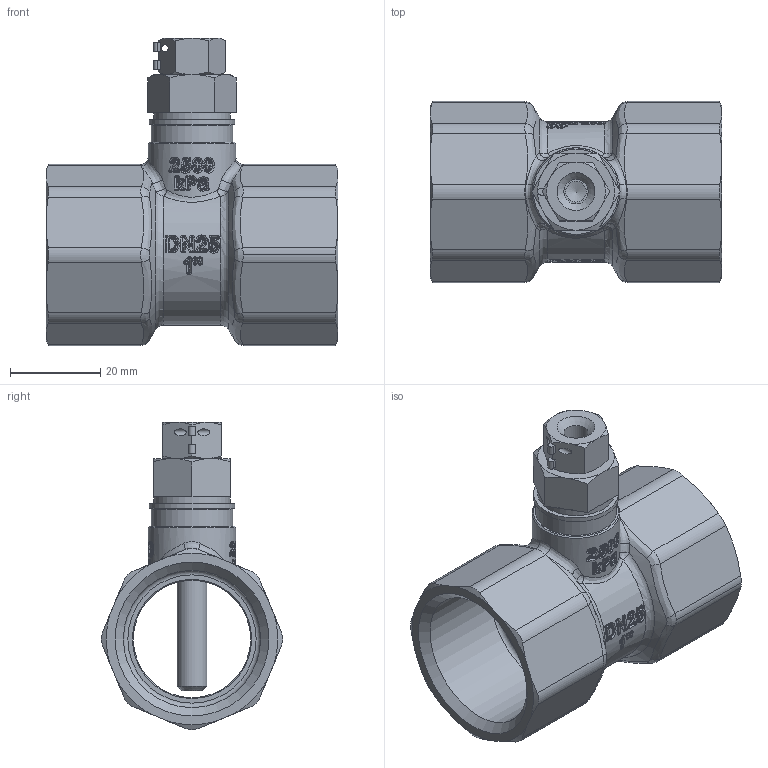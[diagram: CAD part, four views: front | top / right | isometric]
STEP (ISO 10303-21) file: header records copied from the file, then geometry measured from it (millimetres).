
FILE_DESCRIPTION(/* description */ (''),/* implementation_level */ '2;1');
FILE_NAME(/* name */ '6122594nxm000_01_A-22PE-A03.stp',/* time_stamp */ '2023-02-15T19:19:03+01:00',/* author */ (''),/* organization */ ('BELIMO Automation AG'),/* preprocessor_version */ 'ST-DEVELOPER v16.7',/* originating_system */ 'SIEMENS PLM Software NX 1884',/* authorisation */ '');
FILE_SCHEMA (('AP203_CONFIGURATION_CONTROLLED_3D_DESIGN_OF_MECHANICAL_PARTS_AND_ASSEMBLIES_MIM_LF { 1 0 10303 403 2 1 2}'));
Length unit declared in the file: millimetre
Products named in the file (6): 6115892nxm000_01; 6115884nxm000_01; 6115891nxm000_01; 6118807nxm000_02; 6122595nxm000_01; 6122594nxm000_01
Assembly tree (5 placements, depth 2):
  6122594nxm000_01
    6122595nxm000_01
    6118807nxm000_02
    6115891nxm000_01
    6115884nxm000_01
    6115892nxm000_01
Bounding box: 64.7 x 40.17 x 68.08 mm (x, y, z)
Volume: 31042.1 mm3; surface area: 20623.1 mm2
Topology: 3 solids, 4 shells, 1904 faces, 4648 edges, 2776 vertices
Faces by surface type: bspline 1081, cylinder 465, plane 195, torus 57, cone 56, sphere 31, extrusion 18, revolution 1
Full cylindrical faces by diameter (mm): 1.5 x1, 4.6 x1, 5.2 x1, 5.4 x2, 6.6 x1, 6.8 x1, 8.5 x1, 9 x1, 10 x6, 11.67 x1, 13.157 x1, 13.2 x1, 15 x1, 17 x1, 18 x1, 18.9 x1, 19.5 x1, 26 x1, 30.42 x2
Entity records: 97388 total; most frequent: CARTESIAN_POINT 61703, ORIENTED_EDGE 9108, DIRECTION 4581, EDGE_CURVE 4554, VERTEX_POINT 2758, B_SPLINE_CURVE_WITH_KNOTS 2667, EDGE_LOOP 1997, AXIS2_PLACEMENT_3D 1923
